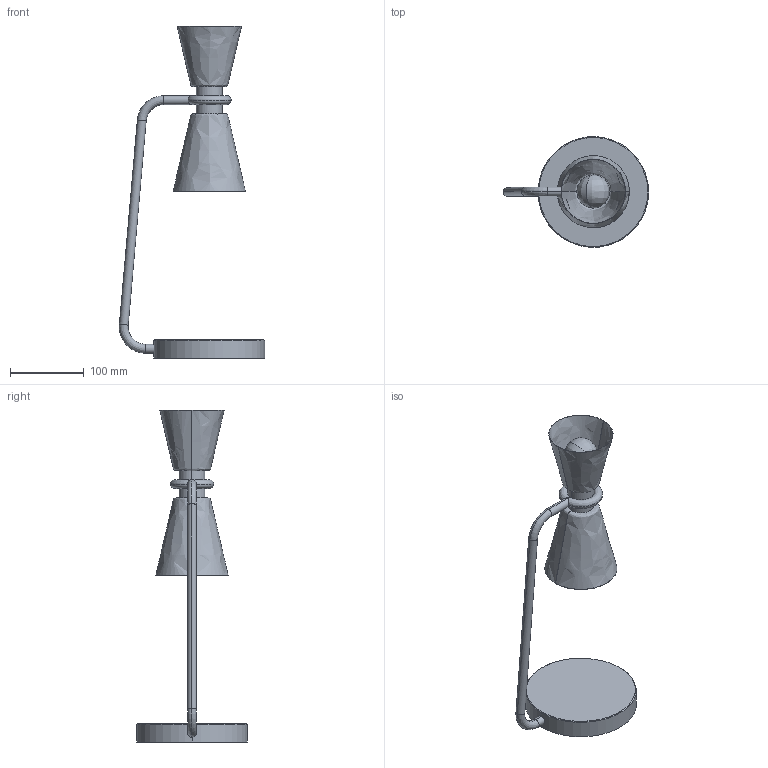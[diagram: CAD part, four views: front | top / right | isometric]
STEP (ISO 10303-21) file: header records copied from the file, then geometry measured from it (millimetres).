
FILE_DESCRIPTION(/* description */ (''),/* implementation_level */ '2;1');
FILE_NAME(/* name */ '1744.243_GRAAL',/* time_stamp */ '2023-01-18T18:32:16+01:00',/* author */ (''),/* organization */ (''),/* preprocessor_version */ 'ST-DEVELOPER v16.5',/* originating_system */ 'Rhino 7.15',/* authorisation */ '');
FILE_SCHEMA (('CONFIG_CONTROL_DESIGN'));
Length unit declared in the file: millimetre
Products named in the file (1): Document
Bounding box: 196.92 x 149.94 x 450.07 mm (x, y, z)
Volume: 553650.3 mm3; surface area: 177624.8 mm2
Topology: 4 solids, 10 shells, 34 faces, 82 edges, 42 vertices
Faces by surface type: bspline 22, cylinder 10, plane 2
Entity records: 2200 total; most frequent: CARTESIAN_POINT 1711, ORIENTED_EDGE 116, EDGE_CURVE 66, VERTEX_POINT 42, ADVANCED_FACE 34, FACE_OUTER_BOUND 34, EDGE_LOOP 34, DIRECTION 18
